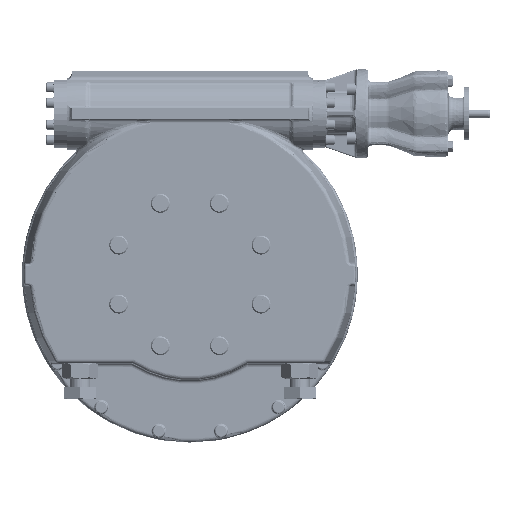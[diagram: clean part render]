
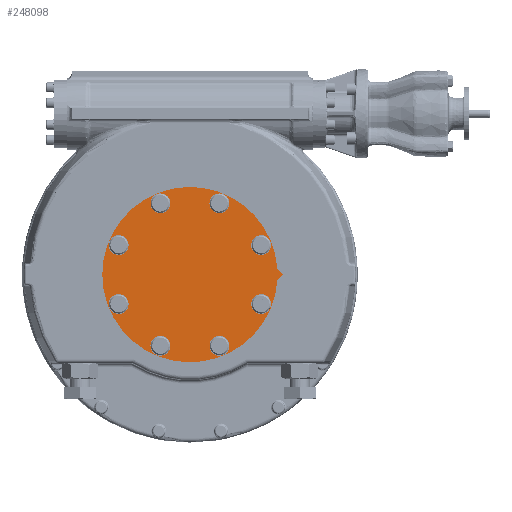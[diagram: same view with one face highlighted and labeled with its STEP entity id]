
A CAD part, top view. The second image highlights one B-rep face of the part: STEP entity #248098.
In plain terms, the highlighted planar face has unit normal (0, 0, 1).
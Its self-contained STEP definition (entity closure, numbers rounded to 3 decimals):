
#9056=CIRCLE('',#260179,15.5);
#9058=CIRCLE('',#260182,15.5);
#9060=CIRCLE('',#260185,15.5);
#9062=CIRCLE('',#260188,15.5);
#9064=CIRCLE('',#260191,15.5);
#9066=CIRCLE('',#260194,15.5);
#9068=CIRCLE('',#260197,15.5);
#9069=CIRCLE('',#260201,207.5);
#9072=CIRCLE('',#260206,15.5);
#62431=ORIENTED_EDGE('',*,*,#99454,.F.);
#62432=ORIENTED_EDGE('',*,*,#99456,.F.);
#62433=ORIENTED_EDGE('',*,*,#99458,.F.);
#62434=ORIENTED_EDGE('',*,*,#99460,.F.);
#62435=ORIENTED_EDGE('',*,*,#99462,.F.);
#62436=ORIENTED_EDGE('',*,*,#99464,.F.);
#62437=ORIENTED_EDGE('',*,*,#99466,.F.);
#62438=ORIENTED_EDGE('',*,*,#99477,.F.);
#62439=ORIENTED_EDGE('',*,*,#99467,.T.);
#62440=ORIENTED_EDGE('',*,*,#99471,.T.);
#62441=ORIENTED_EDGE('',*,*,#99474,.T.);
#99454=EDGE_CURVE('',#121352,#121352,#9056,.T.);
#99456=EDGE_CURVE('',#121354,#121354,#9058,.T.);
#99458=EDGE_CURVE('',#121356,#121356,#9060,.T.);
#99460=EDGE_CURVE('',#121358,#121358,#9062,.T.);
#99462=EDGE_CURVE('',#121360,#121360,#9064,.T.);
#99464=EDGE_CURVE('',#121362,#121362,#9066,.T.);
#99466=EDGE_CURVE('',#121364,#121364,#9068,.T.);
#99467=EDGE_CURVE('',#121365,#121366,#138961,.T.);
#99471=EDGE_CURVE('',#121366,#121369,#138965,.T.);
#99474=EDGE_CURVE('',#121369,#121365,#9069,.T.);
#99477=EDGE_CURVE('',#121372,#121372,#9072,.T.);
#121352=VERTEX_POINT('',#443078);
#121354=VERTEX_POINT('',#443083);
#121356=VERTEX_POINT('',#443088);
#121358=VERTEX_POINT('',#443093);
#121360=VERTEX_POINT('',#443098);
#121362=VERTEX_POINT('',#443103);
#121364=VERTEX_POINT('',#443108);
#121365=VERTEX_POINT('',#443111);
#121366=VERTEX_POINT('',#443112);
#121369=VERTEX_POINT('',#443120);
#121372=VERTEX_POINT('',#443132);
#138961=LINE('',#443110,#153274);
#138965=LINE('',#443119,#153278);
#153274=VECTOR('',#296514,1000.);
#153278=VECTOR('',#296520,1000.);
#165004=EDGE_LOOP('',(#62431));
#165005=EDGE_LOOP('',(#62432));
#165006=EDGE_LOOP('',(#62433));
#165007=EDGE_LOOP('',(#62434));
#165008=EDGE_LOOP('',(#62435));
#165009=EDGE_LOOP('',(#62436));
#165010=EDGE_LOOP('',(#62437));
#165011=EDGE_LOOP('',(#62438));
#165012=EDGE_LOOP('',(#62439,#62440,#62441));
#178174=FACE_BOUND('',#165004,.T.);
#178175=FACE_BOUND('',#165005,.T.);
#178176=FACE_BOUND('',#165006,.T.);
#178177=FACE_BOUND('',#165007,.T.);
#178178=FACE_BOUND('',#165008,.T.);
#178179=FACE_BOUND('',#165009,.T.);
#178180=FACE_BOUND('',#165010,.T.);
#178181=FACE_BOUND('',#165011,.T.);
#178182=FACE_BOUND('',#165012,.T.);
#187223=PLANE('',#260205);
#248098=ADVANCED_FACE('',(#178174,#178175,#178176,#178177,#178178,#178179,
#178180,#178181,#178182),#187223,.T.);
#260179=AXIS2_PLACEMENT_3D('',#443077,#296474,#296475);
#260182=AXIS2_PLACEMENT_3D('',#443082,#296480,#296481);
#260185=AXIS2_PLACEMENT_3D('',#443087,#296486,#296487);
#260188=AXIS2_PLACEMENT_3D('',#443092,#296492,#296493);
#260191=AXIS2_PLACEMENT_3D('',#443097,#296498,#296499);
#260194=AXIS2_PLACEMENT_3D('',#443102,#296504,#296505);
#260197=AXIS2_PLACEMENT_3D('',#443107,#296510,#296511);
#260201=AXIS2_PLACEMENT_3D('',#443125,#296525,#296526);
#260205=AXIS2_PLACEMENT_3D('',#443130,#296533,#296534);
#260206=AXIS2_PLACEMENT_3D('',#443131,#296535,#296536);
#296474=DIRECTION('',(0.,0.,1.));
#296475=DIRECTION('',(0.707,-0.707,0.));
#296480=DIRECTION('',(0.,0.,1.));
#296481=DIRECTION('',(0.,-1.,0.));
#296486=DIRECTION('',(0.,0.,1.));
#296487=DIRECTION('',(-0.707,-0.707,0.));
#296492=DIRECTION('',(0.,0.,1.));
#296493=DIRECTION('',(-1.,0.,0.));
#296498=DIRECTION('',(0.,0.,1.));
#296499=DIRECTION('',(-0.707,0.707,0.));
#296504=DIRECTION('',(0.,0.,1.));
#296505=DIRECTION('',(0.,1.,0.));
#296510=DIRECTION('',(0.,0.,1.));
#296511=DIRECTION('',(0.707,0.707,0.));
#296514=DIRECTION('',(0.707,0.707,0.));
#296520=DIRECTION('',(-0.707,0.707,0.));
#296525=DIRECTION('',(0.,0.,1.));
#296526=DIRECTION('',(1.,0.,0.));
#296533=DIRECTION('',(0.,0.,1.));
#296534=DIRECTION('',(1.,0.,0.));
#296535=DIRECTION('',(0.,0.,1.));
#296536=DIRECTION('',(1.,0.,0.));
#443077=CARTESIAN_POINT('',(69.84,-168.608,90.725));
#443078=CARTESIAN_POINT('',(80.8,-179.568,90.725));
#443082=CARTESIAN_POINT('',(-69.84,-168.608,90.725));
#443083=CARTESIAN_POINT('',(-69.84,-184.108,90.725));
#443087=CARTESIAN_POINT('',(-168.608,-69.84,90.725));
#443088=CARTESIAN_POINT('',(-179.568,-80.8,90.725));
#443092=CARTESIAN_POINT('',(-168.608,69.84,90.725));
#443093=CARTESIAN_POINT('',(-184.108,69.84,90.725));
#443097=CARTESIAN_POINT('',(-69.84,168.608,90.725));
#443098=CARTESIAN_POINT('',(-80.8,179.568,90.725));
#443102=CARTESIAN_POINT('',(69.84,168.608,90.725));
#443103=CARTESIAN_POINT('',(69.84,184.108,90.725));
#443107=CARTESIAN_POINT('',(168.608,69.84,90.725));
#443108=CARTESIAN_POINT('',(179.568,80.8,90.725));
#443110=CARTESIAN_POINT('',(220.,0.,90.725));
#443111=CARTESIAN_POINT('',(207.099,-12.901,90.725));
#443112=CARTESIAN_POINT('',(220.,0.,90.725));
#443119=CARTESIAN_POINT('',(220.,0.,90.725));
#443120=CARTESIAN_POINT('',(207.099,12.901,90.725));
#443125=CARTESIAN_POINT('',(0.,0.,
90.725));
#443130=CARTESIAN_POINT('',(0.,0.,
90.725));
#443131=CARTESIAN_POINT('',(168.608,-69.84,90.725));
#443132=CARTESIAN_POINT('',(184.108,-69.84,90.725));
